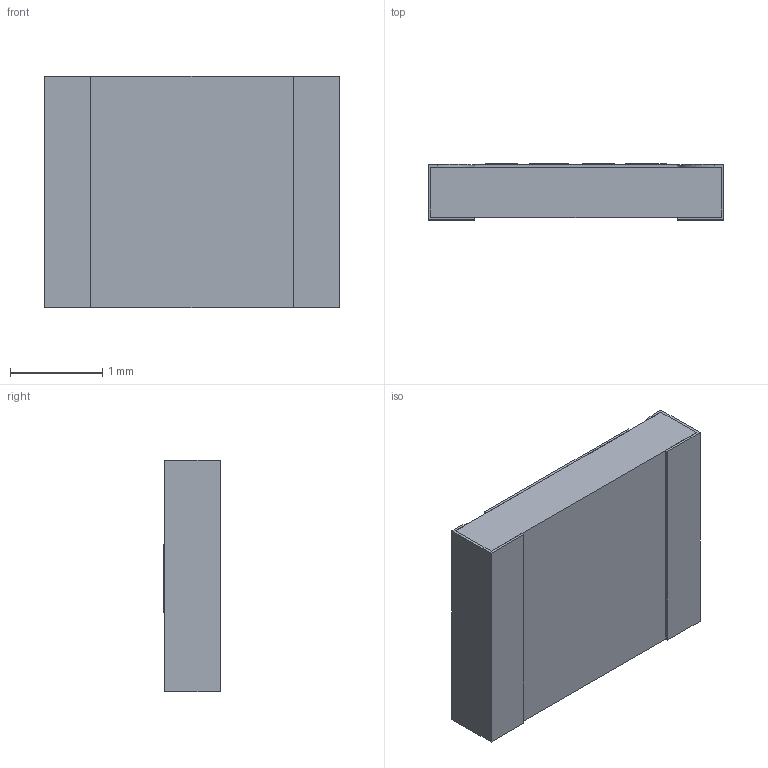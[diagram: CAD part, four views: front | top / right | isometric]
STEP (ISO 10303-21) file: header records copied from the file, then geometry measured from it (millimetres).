
FILE_DESCRIPTION(/* description */ (''),/* implementation_level */ '2;1');
FILE_NAME(/* name */ '1210_RES.stp',/* time_stamp */ '2016-08-24T17:04:17+08:00',/* author */ ('Antech-Enviro5'),/* organization */ (''),/* preprocessor_version */ 'ST-DEVELOPER v16.1',/* originating_system */ 'Autodesk Inventor 2016',/* authorisation */ '');
FILE_SCHEMA (('AUTOMOTIVE_DESIGN { 1 0 10303 214 3 1 1 }'));
Products named in the file (4): Capsule; Encapsulation; TopCover; 1210_RES
Assembly tree (4 placements, depth 2):
  1210_RES
    Capsule
    Encapsulation  x2
    TopCover
Bounding box: 3.2 x 0.61 x 2.5 mm (x, y, z)
Volume: 4.6 mm3; surface area: 48.8 mm2
Topology: 4 solids, 4 shells, 92 faces, 237 edges, 158 vertices
Faces by surface type: plane 63, bspline 25, cylinder 4
Entity records: 2739 total; most frequent: CARTESIAN_POINT 831, ORIENTED_EDGE 414, DIRECTION 287, EDGE_CURVE 207, LINE 153, VECTOR 153, VERTEX_POINT 138, EDGE_LOOP 85
